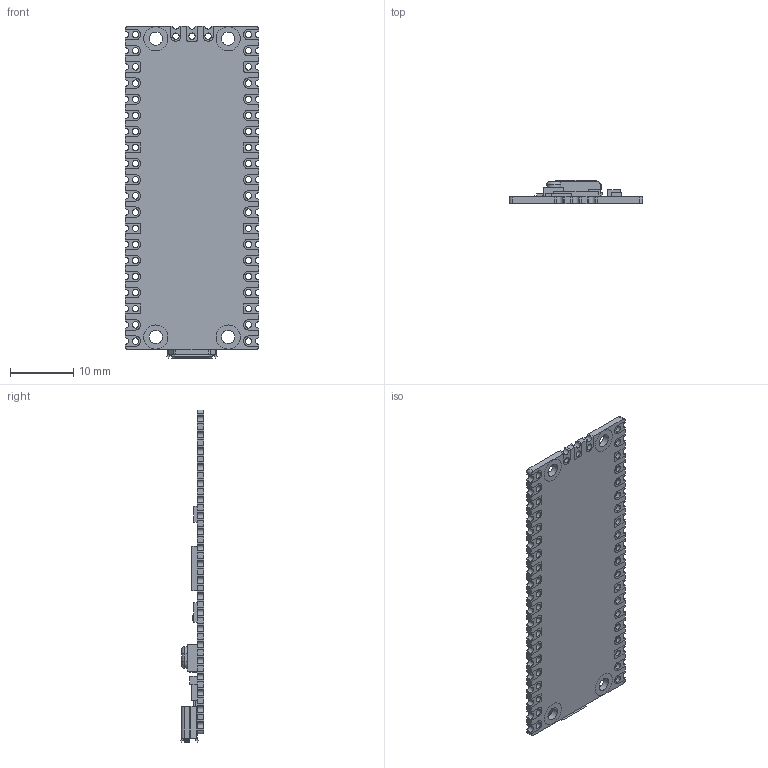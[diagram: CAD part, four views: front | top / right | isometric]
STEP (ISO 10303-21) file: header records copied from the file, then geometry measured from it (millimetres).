
FILE_DESCRIPTION(/* description */ (''),/* implementation_level */ '2;1');
FILE_NAME(/* name */ 'PicoR3 v3.stp',/* time_stamp */ '2025-09-12T00:18:49+02:00',/* author */ (''),/* organization */ (''),/* preprocessor_version */ 'ST-DEVELOPER v20.1',/* originating_system */ 'Autodesk Translation Framework v14.10.0.0',/* authorisation */ '');
FILE_SCHEMA (('AUTOMOTIVE_DESIGN { 1 0 10303 214 3 1 1 }'));
Length unit declared in the file: millimetre
Products named in the file (3): Pico-R3; PICO; board
Assembly tree (2 placements, depth 3):
  Pico-R3
    PICO
      board
Bounding box: 21 x 3.73 x 52.3 mm (x, y, z)
Volume: 1144.9 mm3; surface area: 2636.4 mm2
Topology: 1 solids, 1 shells, 461 faces, 1443 edges, 1004 vertices
Faces by surface type: plane 341, cylinder 118, torus 2
Full cylindrical faces by diameter (mm): 1 x43, 2.1 x4
Entity records: 16780 total; most frequent: CARTESIAN_POINT 3297, ORIENTED_EDGE 2886, DIRECTION 2729, EDGE_CURVE 1443, VERTEX_POINT 1004, LINE 961, VECTOR 961, AXIS2_PLACEMENT_3D 884
